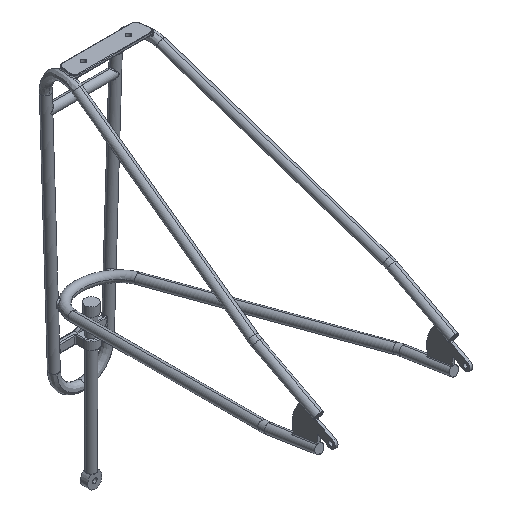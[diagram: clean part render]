
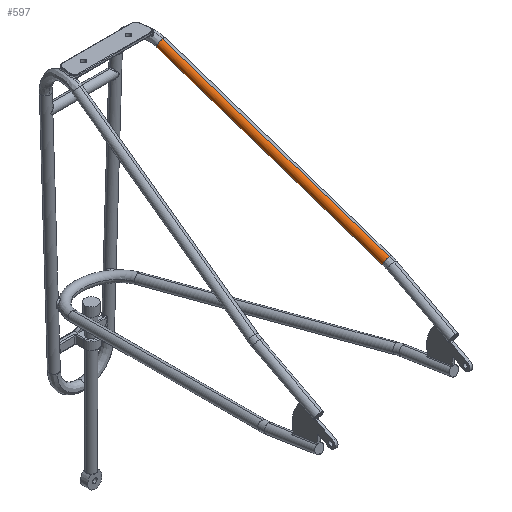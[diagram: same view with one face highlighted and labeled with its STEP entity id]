
A CAD part, isometric view. The second image highlights one B-rep face of the part: STEP entity #597.
In plain terms, the highlighted cylindrical face has radius 5.1 mm (diameter 10.2 mm), a partial arc.
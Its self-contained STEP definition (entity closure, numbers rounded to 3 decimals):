
#30 = EDGE_CURVE ( 'NONE', #1982, #1980, #2259, .T. ) ;
#115 = EDGE_CURVE ( 'NONE', #2027, #2017, #3298, .T. ) ;
#293 = CARTESIAN_POINT ( 'NONE',  ( 74.674, 88.361, 57.204 ) ) ;
#308 = DIRECTION ( 'NONE',  ( -0.001, -0.45, 0.893 ) ) ;
#334 = DIRECTION ( 'NONE',  ( -0.114, 0.887, 0.447 ) ) ;
#597 = ADVANCED_FACE ( 'NONE', ( #3410 ), #3428, .T. ) ;
#1078 = ORIENTED_EDGE ( 'NONE', *, *, #3031, .F. ) ;
#1100 = ORIENTED_EDGE ( 'NONE', *, *, #2932, .T. ) ;
#1104 = ORIENTED_EDGE ( 'NONE', *, *, #3042, .T. ) ;
#1110 = ORIENTED_EDGE ( 'NONE', *, *, #115, .F. ) ;
#1162 = ORIENTED_EDGE ( 'NONE', *, *, #3052, .F. ) ;
#1190 = ORIENTED_EDGE ( 'NONE', *, *, #30, .T. ) ;
#1915 = EDGE_LOOP ( 'NONE', ( #1078, #1190, #1100, #1104, #1162, #1110 ) ) ;
#1978 = VERTEX_POINT ( 'NONE', #8016 ) ;
#1980 = VERTEX_POINT ( 'NONE', #8037 ) ;
#1982 = VERTEX_POINT ( 'NONE', #8022 ) ;
#2017 = VERTEX_POINT ( 'NONE', #8005 ) ;
#2027 = VERTEX_POINT ( 'NONE', #8000 ) ;
#2136 = VERTEX_POINT ( 'NONE', #8122 ) ;
#2259 = CIRCLE ( 'NONE', #2740, 5.1 ) ;
#2740 = AXIS2_PLACEMENT_3D ( 'NONE', #293, #334, #308 ) ;
#2775 = AXIS2_PLACEMENT_3D ( 'NONE', #4197, #4194, #4217 ) ;
#2932 = EDGE_CURVE ( 'NONE', #1980, #1978, #3126, .T. ) ;
#3031 = EDGE_CURVE ( 'NONE', #1982, #2027, #3252, .T. ) ;
#3042 = EDGE_CURVE ( 'NONE', #1978, #2136, #3239, .T. ) ;
#3052 = EDGE_CURVE ( 'NONE', #2017, #2136, #3259, .T. ) ;
#3126 = CIRCLE ( 'NONE', #10634, 5.1 ) ;
#3234 = VECTOR ( 'NONE', #10506, 1000. ) ;
#3239 = LINE ( 'NONE', #10524, #3234 ) ;
#3249 = VECTOR ( 'NONE', #10428, 1000. ) ;
#3252 = LINE ( 'NONE', #10439, #3249 ) ;
#3259 = CIRCLE ( 'NONE', #10650, 5.1 ) ;
#3298 = CIRCLE ( 'NONE', #2775, 5.1 ) ;
#3410 = FACE_OUTER_BOUND ( 'NONE', #1915, .T. ) ;
#3428 = CYLINDRICAL_SURFACE ( 'NONE', #5136, 5.1 ) ;
#4194 = DIRECTION ( 'NONE',  ( -0.114, 0.887, 0.447 ) ) ;
#4197 = CARTESIAN_POINT ( 'NONE',  ( 46.042, 312.16, 169.878 ) ) ;
#4217 = DIRECTION ( 'NONE',  ( -0.001, -0.45, 0.893 ) ) ;
#4771 = DIRECTION ( 'NONE',  ( -0.114, 0.887, 0.447 ) ) ;
#4781 = DIRECTION ( 'NONE',  ( 0., -0.45, 0.893 ) ) ;
#4797 = CARTESIAN_POINT ( 'NONE',  ( 74.674, 88.361, 57.204 ) ) ;
#5136 = AXIS2_PLACEMENT_3D ( 'NONE', #4797, #4771, #4781 ) ;
#8000 = CARTESIAN_POINT ( 'NONE',  ( 46.042, 314.453, 165.323 ) ) ;
#8005 = CARTESIAN_POINT ( 'NONE',  ( 46.037, 309.866, 174.434 ) ) ;
#8016 = CARTESIAN_POINT ( 'NONE',  ( 74.674, 86.068, 61.759 ) ) ;
#8022 = CARTESIAN_POINT ( 'NONE',  ( 74.674, 90.654, 52.649 ) ) ;
#8037 = CARTESIAN_POINT ( 'NONE',  ( 74.669, 86.067, 61.759 ) ) ;
#8122 = CARTESIAN_POINT ( 'NONE',  ( 46.042, 309.867, 174.434 ) ) ;
#9959 = DIRECTION ( 'NONE',  ( -0.114, 0.887, 0.447 ) ) ;
#9961 = DIRECTION ( 'NONE',  ( -0.001, -0.45, 0.893 ) ) ;
#9968 = CARTESIAN_POINT ( 'NONE',  ( 74.674, 88.361, 57.204 ) ) ;
#10428 = DIRECTION ( 'NONE',  ( -0.114, 0.887, 0.447 ) ) ;
#10439 = CARTESIAN_POINT ( 'NONE',  ( 74.674, 90.654, 52.649 ) ) ;
#10506 = DIRECTION ( 'NONE',  ( -0.114, 0.887, 0.447 ) ) ;
#10524 = CARTESIAN_POINT ( 'NONE',  ( 74.674, 86.068, 61.759 ) ) ;
#10544 = DIRECTION ( 'NONE',  ( -0.114, 0.887, 0.447 ) ) ;
#10563 = DIRECTION ( 'NONE',  ( -0.001, -0.45, 0.893 ) ) ;
#10572 = CARTESIAN_POINT ( 'NONE',  ( 46.042, 312.16, 169.878 ) ) ;
#10634 = AXIS2_PLACEMENT_3D ( 'NONE', #9968, #9959, #9961 ) ;
#10650 = AXIS2_PLACEMENT_3D ( 'NONE', #10572, #10544, #10563 ) ;
